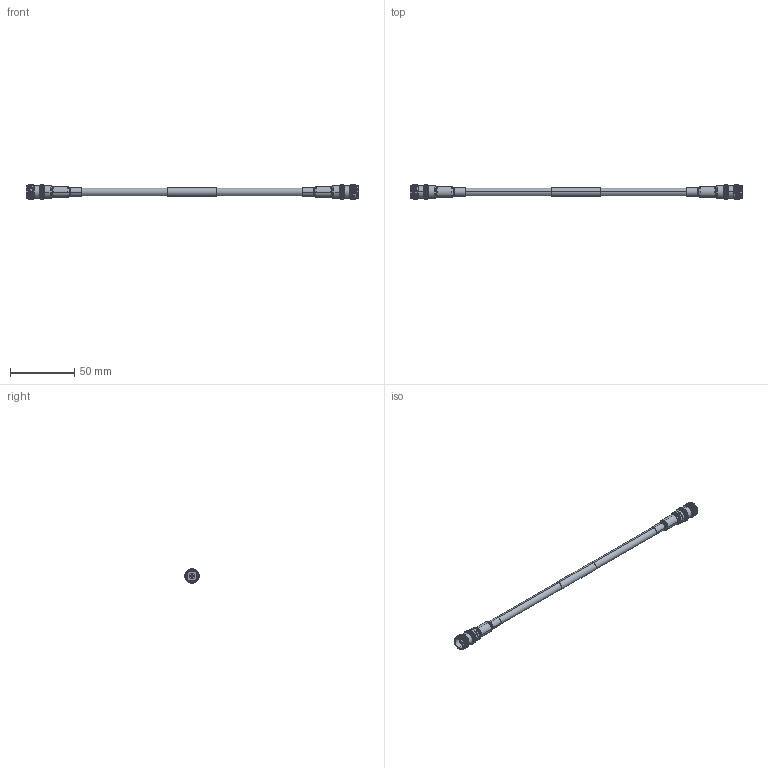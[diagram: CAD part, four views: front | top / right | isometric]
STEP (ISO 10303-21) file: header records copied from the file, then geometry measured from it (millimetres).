
FILE_DESCRIPTION (( 'STEP AP214' ), '1' );
FILE_NAME ('FMCA3290_3D.step', '2023-06-21T21:31:45', ( '' ), ( '' ), 'SwSTEP 2.0', 'SolidWorks 2022', '' );
FILE_SCHEMA (( 'AUTOMOTIVE_DESIGN' ));
Length unit declared in the file: inch
Products named in the file (4): HEAT SHRINK^FMCA3290_BNC MALE TO 240 CABLE; EZ-240-TF-X^FMCA3290; TCOM-240^FMCA3290_with label; FMCA3290_3D
Assembly tree (5 placements, depth 2):
  FMCA3290_3D
    TCOM-240^FMCA3290_with label
    EZ-240-TF-X^FMCA3290  x2
    HEAT SHRINK^FMCA3290_BNC MALE TO 240 CABLE  x2
Bounding box: 257.56 x 11.12 x 11.13 mm (x, y, z)
Volume: 9276.8 mm3; surface area: 11084.2 mm2
Topology: 7 solids, 7 shells, 622 faces, 1618 edges, 1030 vertices
Faces by surface type: plane 282, cylinder 224, cone 78, torus 32, bspline 6
Entity records: 11756 total; most frequent: CARTESIAN_POINT 4154, ORIENTED_EDGE 1636, DIRECTION 1477, EDGE_CURVE 818, AXIS2_PLACEMENT_3D 596, VERTEX_POINT 521, EDGE_LOOP 331, FACE_OUTER_BOUND 316
